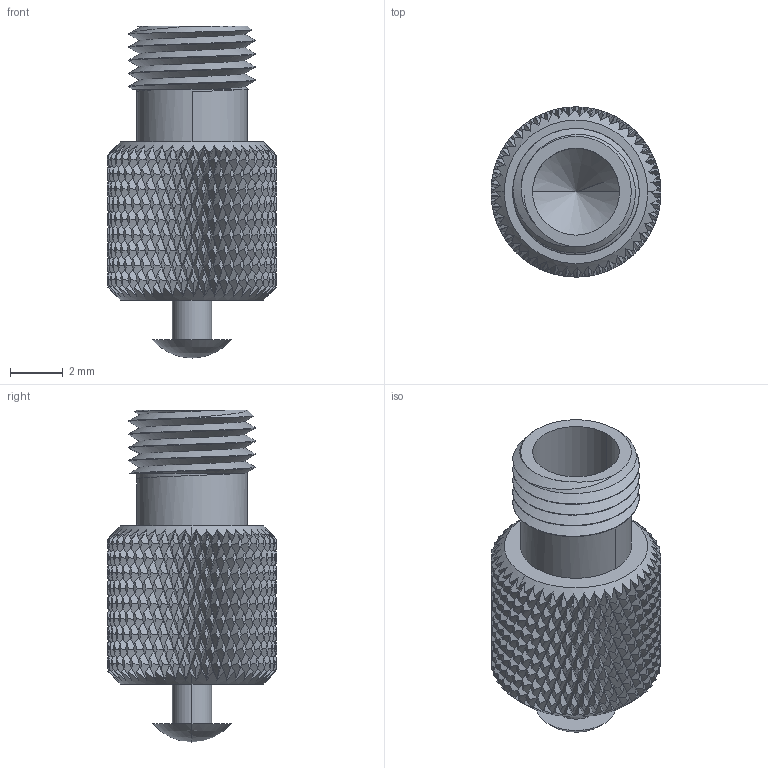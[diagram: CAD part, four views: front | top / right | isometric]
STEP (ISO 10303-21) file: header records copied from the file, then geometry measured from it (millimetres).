
FILE_DESCRIPTION((''),'2;1');
FILE_NAME('MANIFOLD_SOLID_BREP_84769','2023-08-28T',('54210'),(''),'PRO/ENGINEER BY PARAMETRIC TECHNOLOGY CORPORATION, 2014320','PRO/ENGINEER BY PARAMETRIC TECHNOLOGY CORPORATION, 2014320','');
FILE_SCHEMA(('CONFIG_CONTROL_DESIGN'));
Products named in the file (1): MANIFOLD_SOLID_BREP_84769
Bounding box: 6.45 x 6.45 x 12.6 mm (x, y, z)
Volume: 192.6 mm3; surface area: 505 mm2
Topology: 1 solids, 1 shells, 1473 faces, 4417 edges, 2946 vertices
Faces by surface type: bspline 994, cylinder 419, cone 52, plane 6, sphere 2
Entity records: 75370 total; most frequent: CARTESIAN_POINT 47120, ORIENTED_EDGE 8826, EDGE_CURVE 4413, B_SPLINE_CURVE_WITH_KNOTS 4316, VERTEX_POINT 2946, EDGE_LOOP 1477, FACE_OUTER_BOUND 1473, ADVANCED_FACE 1473
